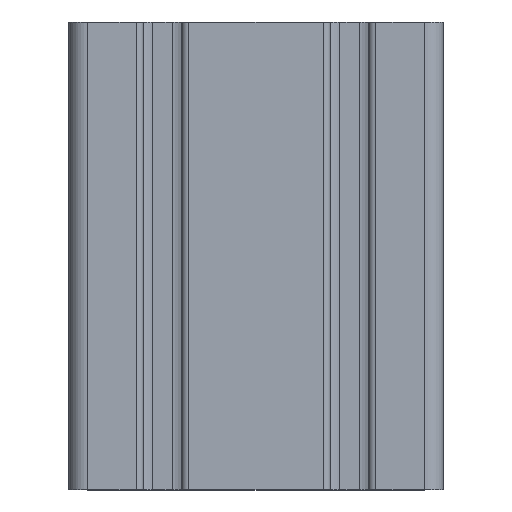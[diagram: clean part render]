
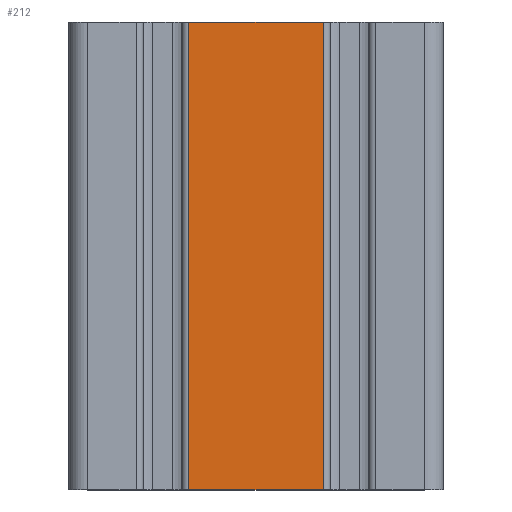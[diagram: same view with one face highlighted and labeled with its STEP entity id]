
A CAD part, top view. The second image highlights one B-rep face of the part: STEP entity #212.
In plain terms, the highlighted planar face has unit normal (0, 0, 1).
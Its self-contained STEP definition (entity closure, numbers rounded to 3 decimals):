
#212 = ADVANCED_FACE( '', ( #548 ), #549, .F. );
#548 = FACE_OUTER_BOUND( '', #1011, .T. );
#549 = PLANE( '', #1012 );
#1011 = EDGE_LOOP( '', ( #1563, #1564, #1565, #1566 ) );
#1012 = AXIS2_PLACEMENT_3D( '', #1567, #1568, #1569 );
#1563 = ORIENTED_EDGE( '', *, *, #2992, .T. );
#1564 = ORIENTED_EDGE( '', *, *, #2993, .F. );
#1565 = ORIENTED_EDGE( '', *, *, #2994, .F. );
#1566 = ORIENTED_EDGE( '', *, *, #2995, .T. );
#1567 = CARTESIAN_POINT( '', ( 14.4, 100., 8. ) );
#1568 = DIRECTION( '', ( 0., 0., -1. ) );
#1569 = DIRECTION( '', ( 0., 1., 0. ) );
#2992 = EDGE_CURVE( '', #3658, #3659, #3660, .T. );
#2993 = EDGE_CURVE( '', #3661, #3659, #3662, .T. );
#2994 = EDGE_CURVE( '', #3663, #3661, #3664, .T. );
#2995 = EDGE_CURVE( '', #3663, #3658, #3665, .T. );
#3658 = VERTEX_POINT( '', #4602 );
#3659 = VERTEX_POINT( '', #4603 );
#3660 = LINE( '', #4604, #4605 );
#3661 = VERTEX_POINT( '', #4606 );
#3662 = LINE( '', #4607, #4608 );
#3663 = VERTEX_POINT( '', #4609 );
#3664 = LINE( '', #4610, #4611 );
#3665 = LINE( '', #4612, #4613 );
#4602 = CARTESIAN_POINT( '', ( -14.4, 0., 8. ) );
#4603 = CARTESIAN_POINT( '', ( 14.4, 0., 8. ) );
#4604 = CARTESIAN_POINT( '', ( 14.4, 0., 8. ) );
#4605 = VECTOR( '', #5646, 1000. );
#4606 = CARTESIAN_POINT( '', ( 14.4, 100., 8. ) );
#4607 = CARTESIAN_POINT( '', ( 14.4, 100., 8. ) );
#4608 = VECTOR( '', #5647, 1000. );
#4609 = CARTESIAN_POINT( '', ( -14.4, 100., 8. ) );
#4610 = CARTESIAN_POINT( '', ( 14.4, 100., 8. ) );
#4611 = VECTOR( '', #5648, 1000. );
#4612 = CARTESIAN_POINT( '', ( -14.4, 100., 8. ) );
#4613 = VECTOR( '', #5649, 1000. );
#5646 = DIRECTION( '', ( 1., 0., 0. ) );
#5647 = DIRECTION( '', ( 0., -1., 0. ) );
#5648 = DIRECTION( '', ( 1., 0., 0. ) );
#5649 = DIRECTION( '', ( 0., -1., 0. ) );
